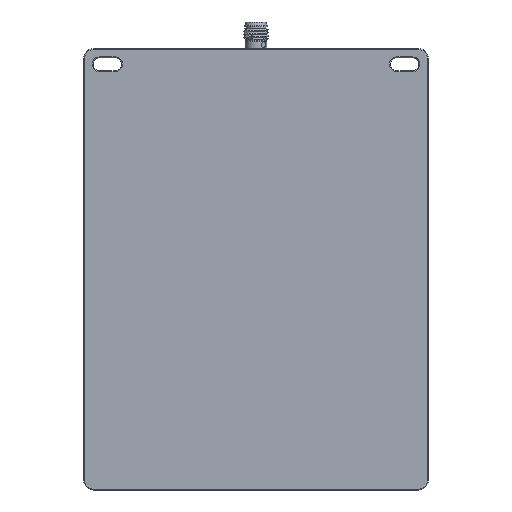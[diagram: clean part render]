
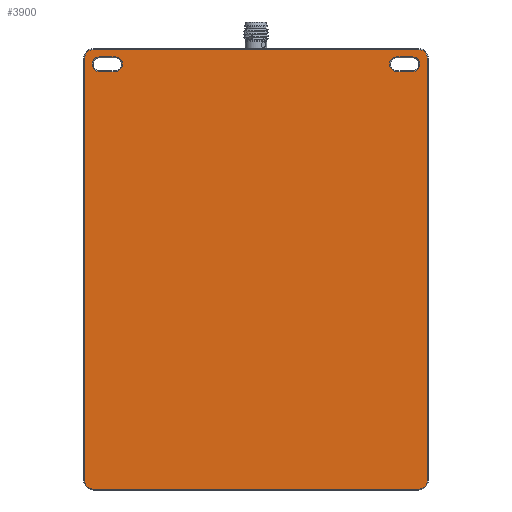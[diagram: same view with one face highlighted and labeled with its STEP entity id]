
A CAD part, front view. The second image highlights one B-rep face of the part: STEP entity #3900.
In plain terms, the highlighted planar face has unit normal (0, -1, 0).
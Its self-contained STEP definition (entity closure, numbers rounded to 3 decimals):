
#15 = DIRECTION ( 'NONE',  ( 0., 0., 1. ) ) ;
#76 = AXIS2_PLACEMENT_3D ( 'NONE', #6310, #506, #3105 ) ;
#81 = EDGE_CURVE ( 'NONE', #5566, #5604, #472, .T. ) ;
#110 = EDGE_CURVE ( 'NONE', #6473, #1350, #3589, .T. ) ;
#180 = EDGE_CURVE ( 'NONE', #5604, #3075, #7962, .T. ) ;
#295 = CIRCLE ( 'NONE', #5019, 2.7 ) ;
#355 = CARTESIAN_POINT ( 'NONE',  ( 54.7, 0., -62. ) ) ;
#402 = CIRCLE ( 'NONE', #7558, 2.35 ) ;
#472 = CIRCLE ( 'NONE', #2783, 2.7 ) ;
#506 = DIRECTION ( 'NONE',  ( 0., 1., 0. ) ) ;
#646 = DIRECTION ( 'NONE',  ( 0., -1., 0. ) ) ;
#925 = CARTESIAN_POINT ( 'NONE',  ( 45., 0., 68.65 ) ) ;
#966 = DIRECTION ( 'NONE',  ( 0., 0., 1. ) ) ;
#1177 = VERTEX_POINT ( 'NONE', #3967 ) ;
#1182 = CARTESIAN_POINT ( 'NONE',  ( 0., 0., 0. ) ) ;
#1289 = LINE ( 'NONE', #5100, #3265 ) ;
#1317 = LINE ( 'NONE', #8336, #7312 ) ;
#1350 = VERTEX_POINT ( 'NONE', #2264 ) ;
#1375 = CARTESIAN_POINT ( 'NONE',  ( 50., 0., 71. ) ) ;
#1515 = CARTESIAN_POINT ( 'NONE',  ( 54.7, 0., 0. ) ) ;
#1534 = EDGE_LOOP ( 'NONE', ( #6258, #6005, #3612, #5781 ) ) ;
#1545 = EDGE_CURVE ( 'NONE', #2996, #8254, #6141, .T. ) ;
#1579 = LINE ( 'NONE', #7282, #7082 ) ;
#1671 = CARTESIAN_POINT ( 'NONE',  ( 52., 0., 75.7 ) ) ;
#1893 = DIRECTION ( 'NONE',  ( 0., 0., 1. ) ) ;
#1925 = EDGE_CURVE ( 'NONE', #6522, #2547, #295, .T. ) ;
#1975 = DIRECTION ( 'NONE',  ( 0., 0., 1. ) ) ;
#2049 = ORIENTED_EDGE ( 'NONE', *, *, #6634, .T. ) ;
#2074 = LINE ( 'NONE', #1515, #3516 ) ;
#2139 = ORIENTED_EDGE ( 'NONE', *, *, #6840, .T. ) ;
#2140 = VECTOR ( 'NONE', #6041, 1000. ) ;
#2148 = ORIENTED_EDGE ( 'NONE', *, *, #5301, .T. ) ;
#2149 = CARTESIAN_POINT ( 'NONE',  ( 52., 0., -62. ) ) ;
#2200 = DIRECTION ( 'NONE',  ( 1., 0., 0. ) ) ;
#2264 = CARTESIAN_POINT ( 'NONE',  ( 50., 0., 68.65 ) ) ;
#2314 = AXIS2_PLACEMENT_3D ( 'NONE', #2149, #2825, #2692 ) ;
#2547 = VERTEX_POINT ( 'NONE', #1671 ) ;
#2587 = FACE_BOUND ( 'NONE', #4313, .T. ) ;
#2616 = CIRCLE ( 'NONE', #4780, 2.7 ) ;
#2645 = ORIENTED_EDGE ( 'NONE', *, *, #7440, .T. ) ;
#2669 = CARTESIAN_POINT ( 'NONE',  ( 45., 0., 68.65 ) ) ;
#2692 = DIRECTION ( 'NONE',  ( 0., 0., 1. ) ) ;
#2703 = DIRECTION ( 'NONE',  ( 0., 0., 1. ) ) ;
#2753 = LINE ( 'NONE', #2669, #2140 ) ;
#2783 = AXIS2_PLACEMENT_3D ( 'NONE', #4495, #6494, #7795 ) ;
#2825 = DIRECTION ( 'NONE',  ( 0., -1., 0. ) ) ;
#2854 = EDGE_CURVE ( 'NONE', #1177, #5577, #1317, .T. ) ;
#2971 = ORIENTED_EDGE ( 'NONE', *, *, #1925, .T. ) ;
#2996 = VERTEX_POINT ( 'NONE', #925 ) ;
#3075 = VERTEX_POINT ( 'NONE', #7553 ) ;
#3105 = DIRECTION ( 'NONE',  ( 0., 0., 1. ) ) ;
#3201 = DIRECTION ( 'NONE',  ( -1., 0., 0. ) ) ;
#3230 = VERTEX_POINT ( 'NONE', #3880 ) ;
#3265 = VECTOR ( 'NONE', #3201, 1000. ) ;
#3498 = CARTESIAN_POINT ( 'NONE',  ( 0., 0., 68.65 ) ) ;
#3516 = VECTOR ( 'NONE', #966, 1000. ) ;
#3589 = CIRCLE ( 'NONE', #8038, 2.35 ) ;
#3595 = CARTESIAN_POINT ( 'NONE',  ( 54.7, 0., 73. ) ) ;
#3612 = ORIENTED_EDGE ( 'NONE', *, *, #110, .T. ) ;
#3708 = CARTESIAN_POINT ( 'NONE',  ( -45., 0., 68.65 ) ) ;
#3722 = DIRECTION ( 'NONE',  ( 0., 0., 1. ) ) ;
#3734 = EDGE_CURVE ( 'NONE', #8062, #6522, #2074, .T. ) ;
#3880 = CARTESIAN_POINT ( 'NONE',  ( -52., 0., -64.7 ) ) ;
#3900 = ADVANCED_FACE ( 'NONE', ( #7648, #2587, #6937 ), #5714, .F. ) ;
#3950 = EDGE_CURVE ( 'NONE', #5577, #5673, #402, .T. ) ;
#3967 = CARTESIAN_POINT ( 'NONE',  ( -50., 0., 73.35 ) ) ;
#3998 = VECTOR ( 'NONE', #5390, 1000. ) ;
#4288 = AXIS2_PLACEMENT_3D ( 'NONE', #8323, #4393, #1893 ) ;
#4313 = EDGE_LOOP ( 'NONE', ( #5941, #5792, #6061, #2049 ) ) ;
#4393 = DIRECTION ( 'NONE',  ( 0., 1., 0. ) ) ;
#4490 = EDGE_CURVE ( 'NONE', #8254, #6473, #1579, .T. ) ;
#4495 = CARTESIAN_POINT ( 'NONE',  ( -52., 0., 73. ) ) ;
#4521 = CARTESIAN_POINT ( 'NONE',  ( 52., 0., 73. ) ) ;
#4740 = CARTESIAN_POINT ( 'NONE',  ( 0., 0., -64.7 ) ) ;
#4780 = AXIS2_PLACEMENT_3D ( 'NONE', #8229, #646, #1975 ) ;
#5016 = VECTOR ( 'NONE', #6070, 1000. ) ;
#5019 = AXIS2_PLACEMENT_3D ( 'NONE', #4521, #7820, #2703 ) ;
#5100 = CARTESIAN_POINT ( 'NONE',  ( -52., 0., 75.7 ) ) ;
#5125 = DIRECTION ( 'NONE',  ( 0., 1., 0. ) ) ;
#5224 = DIRECTION ( 'NONE',  ( 0., 1., 0. ) ) ;
#5301 = EDGE_CURVE ( 'NONE', #3075, #3230, #2616, .T. ) ;
#5390 = DIRECTION ( 'NONE',  ( 0., 0., -1. ) ) ;
#5455 = CARTESIAN_POINT ( 'NONE',  ( -45., 0., 73.35 ) ) ;
#5566 = VERTEX_POINT ( 'NONE', #7466 ) ;
#5567 = CARTESIAN_POINT ( 'NONE',  ( -50., 0., 68.65 ) ) ;
#5577 = VERTEX_POINT ( 'NONE', #5455 ) ;
#5604 = VERTEX_POINT ( 'NONE', #5825 ) ;
#5673 = VERTEX_POINT ( 'NONE', #3708 ) ;
#5681 = CIRCLE ( 'NONE', #2314, 2.7 ) ;
#5714 = PLANE ( 'NONE',  #6896 ) ;
#5781 = ORIENTED_EDGE ( 'NONE', *, *, #6813, .T. ) ;
#5782 = VECTOR ( 'NONE', #2200, 1000. ) ;
#5792 = ORIENTED_EDGE ( 'NONE', *, *, #3950, .T. ) ;
#5825 = CARTESIAN_POINT ( 'NONE',  ( -54.7, 0., 73. ) ) ;
#5888 = DIRECTION ( 'NONE',  ( 1., 0., 0. ) ) ;
#5941 = ORIENTED_EDGE ( 'NONE', *, *, #2854, .T. ) ;
#5948 = LINE ( 'NONE', #3498, #5016 ) ;
#6005 = ORIENTED_EDGE ( 'NONE', *, *, #4490, .T. ) ;
#6041 = DIRECTION ( 'NONE',  ( -1., 0., 0. ) ) ;
#6061 = ORIENTED_EDGE ( 'NONE', *, *, #7550, .T. ) ;
#6070 = DIRECTION ( 'NONE',  ( -1., 0., 0. ) ) ;
#6141 = CIRCLE ( 'NONE', #76, 2.35 ) ;
#6250 = EDGE_LOOP ( 'NONE', ( #2139, #2645, #6919, #2971, #7935, #7210, #7630, #2148 ) ) ;
#6258 = ORIENTED_EDGE ( 'NONE', *, *, #1545, .T. ) ;
#6310 = CARTESIAN_POINT ( 'NONE',  ( 45., 0., 71. ) ) ;
#6473 = VERTEX_POINT ( 'NONE', #7911 ) ;
#6494 = DIRECTION ( 'NONE',  ( 0., -1., 0. ) ) ;
#6522 = VERTEX_POINT ( 'NONE', #3595 ) ;
#6607 = LINE ( 'NONE', #4740, #5782 ) ;
#6634 = EDGE_CURVE ( 'NONE', #6745, #1177, #8201, .T. ) ;
#6745 = VERTEX_POINT ( 'NONE', #5567 ) ;
#6813 = EDGE_CURVE ( 'NONE', #1350, #2996, #2753, .T. ) ;
#6840 = EDGE_CURVE ( 'NONE', #3230, #7133, #6607, .T. ) ;
#6896 = AXIS2_PLACEMENT_3D ( 'NONE', #1182, #5125, #15 ) ;
#6919 = ORIENTED_EDGE ( 'NONE', *, *, #3734, .T. ) ;
#6937 = FACE_OUTER_BOUND ( 'NONE', #6250, .T. ) ;
#7060 = DIRECTION ( 'NONE',  ( 0., 1., 0. ) ) ;
#7082 = VECTOR ( 'NONE', #7199, 1000. ) ;
#7133 = VERTEX_POINT ( 'NONE', #7441 ) ;
#7199 = DIRECTION ( 'NONE',  ( 1., 0., 0. ) ) ;
#7210 = ORIENTED_EDGE ( 'NONE', *, *, #81, .T. ) ;
#7282 = CARTESIAN_POINT ( 'NONE',  ( 50., 0., 73.35 ) ) ;
#7312 = VECTOR ( 'NONE', #5888, 1000. ) ;
#7362 = CARTESIAN_POINT ( 'NONE',  ( -54.7, 0., 0. ) ) ;
#7440 = EDGE_CURVE ( 'NONE', #7133, #8062, #5681, .T. ) ;
#7441 = CARTESIAN_POINT ( 'NONE',  ( 52., 0., -64.7 ) ) ;
#7466 = CARTESIAN_POINT ( 'NONE',  ( -52., 0., 75.7 ) ) ;
#7550 = EDGE_CURVE ( 'NONE', #5673, #6745, #5948, .T. ) ;
#7553 = CARTESIAN_POINT ( 'NONE',  ( -54.7, 0., -62. ) ) ;
#7558 = AXIS2_PLACEMENT_3D ( 'NONE', #8337, #7060, #3722 ) ;
#7630 = ORIENTED_EDGE ( 'NONE', *, *, #180, .T. ) ;
#7648 = FACE_BOUND ( 'NONE', #1534, .T. ) ;
#7752 = EDGE_CURVE ( 'NONE', #2547, #5566, #1289, .T. ) ;
#7795 = DIRECTION ( 'NONE',  ( 0., 0., 1. ) ) ;
#7820 = DIRECTION ( 'NONE',  ( 0., -1., 0. ) ) ;
#7874 = CARTESIAN_POINT ( 'NONE',  ( 45., 0., 73.35 ) ) ;
#7911 = CARTESIAN_POINT ( 'NONE',  ( 50., 0., 73.35 ) ) ;
#7935 = ORIENTED_EDGE ( 'NONE', *, *, #7752, .T. ) ;
#7962 = LINE ( 'NONE', #7362, #3998 ) ;
#8038 = AXIS2_PLACEMENT_3D ( 'NONE', #1375, #5224, #8347 ) ;
#8062 = VERTEX_POINT ( 'NONE', #355 ) ;
#8201 = CIRCLE ( 'NONE', #4288, 2.35 ) ;
#8229 = CARTESIAN_POINT ( 'NONE',  ( -52., 0., -62. ) ) ;
#8254 = VERTEX_POINT ( 'NONE', #7874 ) ;
#8323 = CARTESIAN_POINT ( 'NONE',  ( -50., 0., 71. ) ) ;
#8336 = CARTESIAN_POINT ( 'NONE',  ( 0., 0., 73.35 ) ) ;
#8337 = CARTESIAN_POINT ( 'NONE',  ( -45., 0., 71. ) ) ;
#8347 = DIRECTION ( 'NONE',  ( 0., 0., 1. ) ) ;
